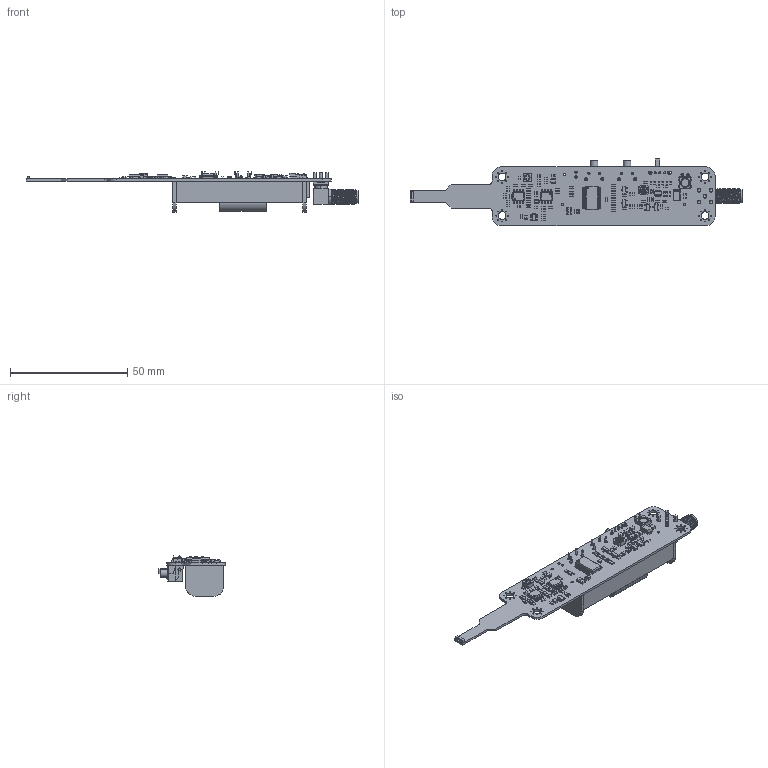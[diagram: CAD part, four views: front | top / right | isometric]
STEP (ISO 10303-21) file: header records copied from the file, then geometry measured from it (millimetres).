
FILE_DESCRIPTION(('KiCad electronic assembly'),'2;1');
FILE_NAME('current-sense.step','2021-03-03T22:01:26',('An Author'),( 'A Company'),'Open CASCADE STEP processor 6.9', 'KiCad to STEP converter','Unknown');
FILE_SCHEMA(('AUTOMOTIVE_DESIGN { 1 0 10303 214 1 1 1 1 }'));
Length unit declared in the file: millimetre
Products named in the file (42): Open CASCADE STEP translator 6.9 1; EG1247; SOLID; SW_Tactile_SPST_Angled_PTS645Vx58-2LFS; C_0603_1608Metric; R_0603_1608Metric; D_SMA; TRIMMER_PVG3A; COMPOUND; JST_XH_B2B-XH-A_1x02_P2.50mm_Vertical; KEYSTONE_2460; C_0805_2012Metric; VLCF4020; SOT-23; LED_Inolux_IN-PI554FCH_PLCC4_5.0x5.0mm_P3.2mm; L_0805_2012Metric; SOT-23-6; SOT-363_SC-70-6; SOIC-8_3.9x4.9mm_P1.27mm; SSOP-28_5.3x10.2mm_P0.65mm; HMC1041Z; TSOT-23-6; c-619540-1-a-3d
Assembly tree (121 placements, depth 3):
  Open CASCADE STEP translator 6.9 1
    EG1247
      SOLID
    SW_Tactile_SPST_Angled_PTS645Vx58-2LFS  x2
      SOLID
    C_0603_1608Metric  x28
      SOLID
    R_0603_1608Metric  x40
      SOLID
    D_SMA
      SOLID
    TRIMMER_PVG3A
      COMPOUND
    JST_XH_B2B-XH-A_1x02_P2.50mm_Vertical
      SOLID
    KEYSTONE_2460
      SOLID
    C_0805_2012Metric  x8
      SOLID
    VLCF4020
      COMPOUND
    SOT-23  x4
      SOLID
    LED_Inolux_IN-PI554FCH_PLCC4_5.0x5.0mm_P3.2mm
      SOLID
    L_0805_2012Metric  x2
      SOLID
    SOT-23-6
      SOLID
    SOT-363_SC-70-6  x2
      SOLID
    SOIC-8_3.9x4.9mm_P1.27mm  x2
      SOLID
    SSOP-28_5.3x10.2mm_P0.65mm
      SOLID
    HMC1041Z
      SOLID
    TSOT-23-6
      SOLID
    c-619540-1-a-3d
      SOLID
    COMPOUND
Bounding box: 141.5 x 28.65 x 17.24 mm (x, y, z)
Volume: 5879.4 mm3; surface area: 14516.7 mm2
Topology: 104 solids, 108 shells, 4826 faces, 12534 edges, 8041 vertices
Faces by surface type: plane 2974, cylinder 1422, bspline 409, sphere 16, cone 3, torus 2
Full cylindrical faces by diameter (mm): 0.4 x32, 0.5 x1, 0.6 x2, 0.8 x8, 0.9 x3, 0.99 x4, 0.991 x3, 1 x10, 1.02 x2, 1.2 x4, 1.3 x4, 1.5 x7, 3 x1, 3.14 x2, 3.3 x4, 3.333 x1, 3.5 x2, 4 x1
Entity records: 189623 total; most frequent: CARTESIAN_POINT 62530, DIRECTION 20657, LINE 14029, VECTOR 14029, ORIENTED_EDGE 11558, PCURVE 11558, DEFINITIONAL_REPRESENTATION 11558, EDGE_CURVE 5785
